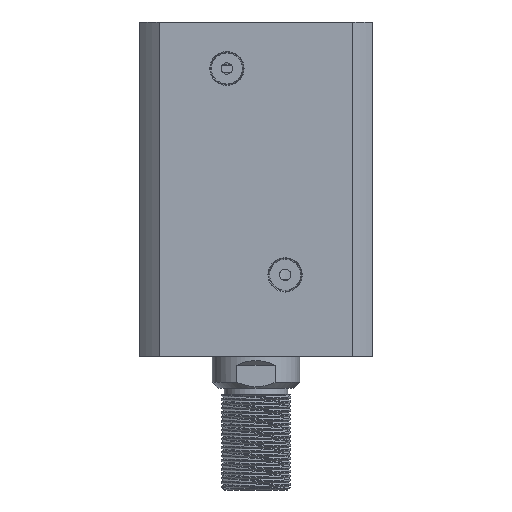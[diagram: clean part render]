
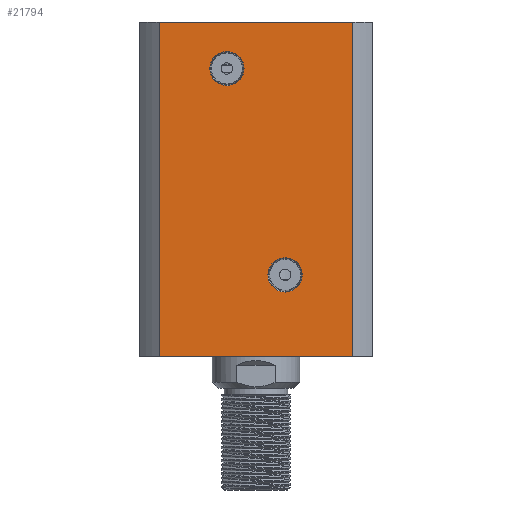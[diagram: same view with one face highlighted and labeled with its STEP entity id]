
A CAD part, left-side view. The second image highlights one B-rep face of the part: STEP entity #21794.
In plain terms, the highlighted planar face has unit normal (-1, 0, 0).
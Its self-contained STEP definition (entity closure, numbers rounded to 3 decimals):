
#947 = CARTESIAN_POINT ( 'NONE',  ( -40., -33.226, 57.5 ) ) ;
#1086 = ORIENTED_EDGE ( 'NONE', *, *, #17823, .F. ) ;
#1253 = CIRCLE ( 'NONE', #3634, 5.885 ) ;
#1535 = AXIS2_PLACEMENT_3D ( 'NONE', #4234, #17155, #19007 ) ;
#2565 = EDGE_CURVE ( 'NONE', #11065, #9461, #18115, .T. ) ;
#2972 = DIRECTION ( 'NONE',  ( 0., 0., -1. ) ) ;
#3271 = CARTESIAN_POINT ( 'NONE',  ( -40., -10., -29.5 ) ) ;
#3634 = AXIS2_PLACEMENT_3D ( 'NONE', #15547, #21114, #17544 ) ;
#4205 = FACE_OUTER_BOUND ( 'NONE', #15740, .T. ) ;
#4234 = CARTESIAN_POINT ( 'NONE',  ( -40., -10., -29.5 ) ) ;
#5363 = FACE_BOUND ( 'NONE', #12834, .T. ) ;
#5663 = CARTESIAN_POINT ( 'NONE',  ( -40., 33.226, 57.5 ) ) ;
#7249 = DIRECTION ( 'NONE',  ( 0., -1., 0. ) ) ;
#7612 = EDGE_CURVE ( 'NONE', #9461, #11065, #18473, .T. ) ;
#7681 = PLANE ( 'NONE',  #13955 ) ;
#8049 = ORIENTED_EDGE ( 'NONE', *, *, #21103, .F. ) ;
#8573 = CARTESIAN_POINT ( 'NONE',  ( -40., 10., 41.5 ) ) ;
#8901 = EDGE_CURVE ( 'NONE', #15168, #19890, #15436, .T. ) ;
#9083 = LINE ( 'NONE', #15665, #10247 ) ;
#9461 = VERTEX_POINT ( 'NONE', #12191 ) ;
#9475 = CARTESIAN_POINT ( 'NONE',  ( -40., 10., 47.385 ) ) ;
#9814 = VERTEX_POINT ( 'NONE', #13464 ) ;
#10247 = VECTOR ( 'NONE', #15751, 1000. ) ;
#10579 = CARTESIAN_POINT ( 'NONE',  ( -40., 33.226, -57.5 ) ) ;
#11065 = VERTEX_POINT ( 'NONE', #11345 ) ;
#11174 = DIRECTION ( 'NONE',  ( 0., 0., -1. ) ) ;
#11260 = ORIENTED_EDGE ( 'NONE', *, *, #8901, .F. ) ;
#11345 = CARTESIAN_POINT ( 'NONE',  ( -40., -10., -35.385 ) ) ;
#11713 = EDGE_LOOP ( 'NONE', ( #20343, #8049 ) ) ;
#12110 = EDGE_CURVE ( 'NONE', #19679, #9814, #9083, .T. ) ;
#12191 = CARTESIAN_POINT ( 'NONE',  ( -40., -10., -23.615 ) ) ;
#12420 = LINE ( 'NONE', #947, #22816 ) ;
#12538 = ORIENTED_EDGE ( 'NONE', *, *, #7612, .F. ) ;
#12760 = CARTESIAN_POINT ( 'NONE',  ( -40., 33.226, 57.5 ) ) ;
#12834 = EDGE_LOOP ( 'NONE', ( #12538, #14507 ) ) ;
#13085 = ORIENTED_EDGE ( 'NONE', *, *, #12110, .T. ) ;
#13464 = CARTESIAN_POINT ( 'NONE',  ( -40., -33.226, -57.5 ) ) ;
#13541 = EDGE_CURVE ( 'NONE', #22829, #19957, #1253, .T. ) ;
#13955 = AXIS2_PLACEMENT_3D ( 'NONE', #5663, #18515, #11174 ) ;
#14160 = DIRECTION ( 'NONE',  ( -1., 0., 0. ) ) ;
#14507 = ORIENTED_EDGE ( 'NONE', *, *, #2565, .F. ) ;
#15100 = CARTESIAN_POINT ( 'NONE',  ( -40., 33.226, 57.5 ) ) ;
#15168 = VERTEX_POINT ( 'NONE', #15100 ) ;
#15436 = LINE ( 'NONE', #12760, #23236 ) ;
#15547 = CARTESIAN_POINT ( 'NONE',  ( -40., 10., 41.5 ) ) ;
#15583 = LINE ( 'NONE', #15652, #20211 ) ;
#15652 = CARTESIAN_POINT ( 'NONE',  ( -40., 33.226, 57.5 ) ) ;
#15665 = CARTESIAN_POINT ( 'NONE',  ( -40., 33.226, -57.5 ) ) ;
#15740 = EDGE_LOOP ( 'NONE', ( #13085, #1086, #11260, #15972 ) ) ;
#15751 = DIRECTION ( 'NONE',  ( 0., -1., 0. ) ) ;
#15972 = ORIENTED_EDGE ( 'NONE', *, *, #17636, .T. ) ;
#16475 = AXIS2_PLACEMENT_3D ( 'NONE', #3271, #19743, #23616 ) ;
#16883 = AXIS2_PLACEMENT_3D ( 'NONE', #8573, #14160, #23193 ) ;
#17155 = DIRECTION ( 'NONE',  ( -1., 0., 0. ) ) ;
#17544 = DIRECTION ( 'NONE',  ( 0., 0., 1. ) ) ;
#17636 = EDGE_CURVE ( 'NONE', #15168, #19679, #15583, .T. ) ;
#17823 = EDGE_CURVE ( 'NONE', #19890, #9814, #12420, .T. ) ;
#18115 = CIRCLE ( 'NONE', #16475, 5.885 ) ;
#18473 = CIRCLE ( 'NONE', #1535, 5.885 ) ;
#18515 = DIRECTION ( 'NONE',  ( 1., 0., 0. ) ) ;
#19007 = DIRECTION ( 'NONE',  ( 0., 0., 1. ) ) ;
#19533 = CIRCLE ( 'NONE', #16883, 5.885 ) ;
#19679 = VERTEX_POINT ( 'NONE', #10579 ) ;
#19743 = DIRECTION ( 'NONE',  ( -1., 0., 0. ) ) ;
#19890 = VERTEX_POINT ( 'NONE', #23446 ) ;
#19957 = VERTEX_POINT ( 'NONE', #21428 ) ;
#20211 = VECTOR ( 'NONE', #21137, 1000. ) ;
#20343 = ORIENTED_EDGE ( 'NONE', *, *, #13541, .F. ) ;
#21103 = EDGE_CURVE ( 'NONE', #19957, #22829, #19533, .T. ) ;
#21114 = DIRECTION ( 'NONE',  ( -1., 0., 0. ) ) ;
#21137 = DIRECTION ( 'NONE',  ( 0., 0., -1. ) ) ;
#21428 = CARTESIAN_POINT ( 'NONE',  ( -40., 10., 35.615 ) ) ;
#21794 = ADVANCED_FACE ( 'NONE', ( #5363, #22988, #4205 ), #7681, .F. ) ;
#22816 = VECTOR ( 'NONE', #2972, 1000. ) ;
#22829 = VERTEX_POINT ( 'NONE', #9475 ) ;
#22988 = FACE_BOUND ( 'NONE', #11713, .T. ) ;
#23193 = DIRECTION ( 'NONE',  ( 0., 0., 1. ) ) ;
#23236 = VECTOR ( 'NONE', #7249, 1000. ) ;
#23446 = CARTESIAN_POINT ( 'NONE',  ( -40., -33.226, 57.5 ) ) ;
#23616 = DIRECTION ( 'NONE',  ( 0., 0., 1. ) ) ;
